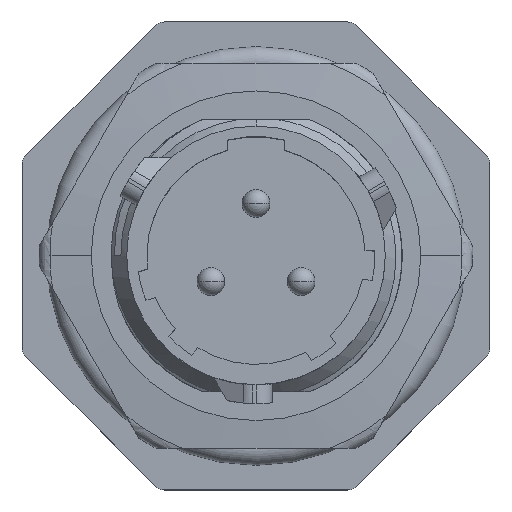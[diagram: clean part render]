
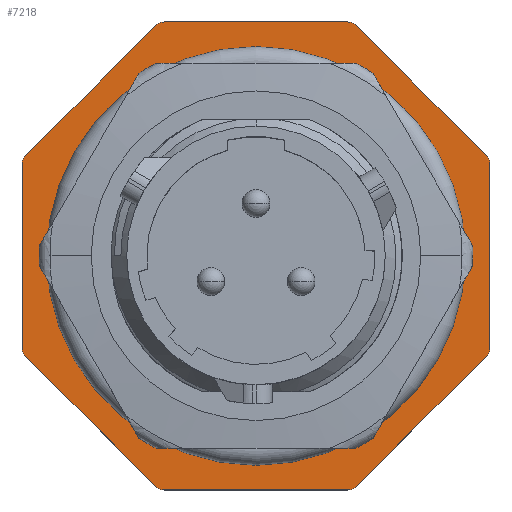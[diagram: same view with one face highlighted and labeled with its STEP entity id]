
A CAD part, top view. The second image highlights one B-rep face of the part: STEP entity #7218.
In plain terms, the highlighted planar face has unit normal (0, 0, 1).
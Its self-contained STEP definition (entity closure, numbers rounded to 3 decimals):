
#2539=DIRECTION('',(0.707,-0.707,0.));
#2540=VECTOR('',#2539,10.55);
#2541=CARTESIAN_POINT('',(5.805,13.265,1.7));
#2542=LINE('',#2541,#2540);
#2543=DIRECTION('',(0.,-1.,0.));
#2544=VECTOR('',#2543,10.55);
#2545=CARTESIAN_POINT('',(13.485,5.275,1.7));
#2546=LINE('',#2545,#2544);
#2547=DIRECTION('',(-0.707,-0.707,0.));
#2548=VECTOR('',#2547,10.55);
#2549=CARTESIAN_POINT('',(13.265,-5.805,1.7));
#2550=LINE('',#2549,#2548);
#2551=DIRECTION('',(-1.,0.,0.));
#2552=VECTOR('',#2551,10.55);
#2553=CARTESIAN_POINT('',(5.275,-13.485,1.7));
#2554=LINE('',#2553,#2552);
#2555=DIRECTION('',(-0.707,0.707,0.));
#2556=VECTOR('',#2555,10.55);
#2557=CARTESIAN_POINT('',(-5.805,-13.265,1.7));
#2558=LINE('',#2557,#2556);
#2559=DIRECTION('',(0.,1.,0.));
#2560=VECTOR('',#2559,10.55);
#2561=CARTESIAN_POINT('',(-13.485,-5.275,1.7));
#2562=LINE('',#2561,#2560);
#2563=DIRECTION('',(0.707,0.707,0.));
#2564=VECTOR('',#2563,10.55);
#2565=CARTESIAN_POINT('',(-13.265,5.805,1.7));
#2566=LINE('',#2565,#2564);
#2567=DIRECTION('',(1.,0.,0.));
#2568=VECTOR('',#2567,10.55);
#2569=CARTESIAN_POINT('',(-5.275,13.485,1.7));
#2570=LINE('',#2569,#2568);
#2571=CARTESIAN_POINT('',(0.,0.,1.7));
#2572=DIRECTION('',(0.,0.,1.));
#2573=DIRECTION('',(-1.,0.,0.));
#2574=AXIS2_PLACEMENT_3D('',#2571,#2572,#2573);
#2576=CARTESIAN_POINT('',(0.,0.,1.7));
#2577=DIRECTION('',(0.,0.,1.));
#2578=DIRECTION('',(1.,0.,0.));
#2579=AXIS2_PLACEMENT_3D('',#2576,#2577,#2578);
#2585=CARTESIAN_POINT('',(5.275,12.735,1.7));
#2586=DIRECTION('',(0.,0.,1.));
#2587=DIRECTION('',(0.707,0.707,0.));
#2588=AXIS2_PLACEMENT_3D('',#2585,#2586,#2587);
#2635=CARTESIAN_POINT('',(-5.275,12.735,1.7));
#2636=DIRECTION('',(0.,0.,1.));
#2637=DIRECTION('',(0.,1.,0.));
#2638=AXIS2_PLACEMENT_3D('',#2635,#2636,#2637);
#2653=CARTESIAN_POINT('',(-12.735,5.275,1.7));
#2654=DIRECTION('',(0.,0.,1.));
#2655=DIRECTION('',(-0.707,0.707,0.));
#2656=AXIS2_PLACEMENT_3D('',#2653,#2654,#2655);
#2671=CARTESIAN_POINT('',(-12.735,-5.275,1.7));
#2672=DIRECTION('',(0.,0.,1.));
#2673=DIRECTION('',(-1.,0.,0.));
#2674=AXIS2_PLACEMENT_3D('',#2671,#2672,#2673);
#2689=CARTESIAN_POINT('',(-5.275,-12.735,1.7));
#2690=DIRECTION('',(0.,0.,1.));
#2691=DIRECTION('',(-0.707,-0.707,0.));
#2692=AXIS2_PLACEMENT_3D('',#2689,#2690,#2691);
#2707=CARTESIAN_POINT('',(5.275,-12.735,1.7));
#2708=DIRECTION('',(0.,0.,1.));
#2709=DIRECTION('',(0.,-1.,0.));
#2710=AXIS2_PLACEMENT_3D('',#2707,#2708,#2709);
#2725=CARTESIAN_POINT('',(12.735,-5.275,1.7));
#2726=DIRECTION('',(0.,0.,1.));
#2727=DIRECTION('',(0.707,-0.707,0.));
#2728=AXIS2_PLACEMENT_3D('',#2725,#2726,#2727);
#2743=CARTESIAN_POINT('',(12.735,5.275,1.7));
#2744=DIRECTION('',(0.,0.,1.));
#2745=DIRECTION('',(1.,0.,0.));
#2746=AXIS2_PLACEMENT_3D('',#2743,#2744,#2745);
#4064=CARTESIAN_POINT('',(5.805,13.265,1.7));
#4066=VERTEX_POINT('',#4064);
#4067=CARTESIAN_POINT('',(5.275,13.485,1.7));
#4068=VERTEX_POINT('',#4067);
#4072=CARTESIAN_POINT('',(13.485,5.275,1.7));
#4074=VERTEX_POINT('',#4072);
#4075=CARTESIAN_POINT('',(13.265,5.805,1.7));
#4076=VERTEX_POINT('',#4075);
#4080=CARTESIAN_POINT('',(13.265,-5.805,1.7));
#4082=VERTEX_POINT('',#4080);
#4083=CARTESIAN_POINT('',(13.485,-5.275,1.7));
#4084=VERTEX_POINT('',#4083);
#4088=CARTESIAN_POINT('',(-5.275,13.485,1.7));
#4090=VERTEX_POINT('',#4088);
#4091=CARTESIAN_POINT('',(-5.805,13.265,1.7));
#4092=VERTEX_POINT('',#4091);
#4096=CARTESIAN_POINT('',(5.275,-13.485,1.7));
#4098=VERTEX_POINT('',#4096);
#4099=CARTESIAN_POINT('',(5.805,-13.265,1.7));
#4100=VERTEX_POINT('',#4099);
#4104=CARTESIAN_POINT('',(-5.805,-13.265,1.7));
#4106=VERTEX_POINT('',#4104);
#4107=CARTESIAN_POINT('',(-5.275,-13.485,1.7));
#4108=VERTEX_POINT('',#4107);
#4112=CARTESIAN_POINT('',(-13.485,-5.275,1.7));
#4114=VERTEX_POINT('',#4112);
#4115=CARTESIAN_POINT('',(-13.265,-5.805,1.7));
#4116=VERTEX_POINT('',#4115);
#4120=CARTESIAN_POINT('',(-13.265,5.805,1.7));
#4122=VERTEX_POINT('',#4120);
#4123=CARTESIAN_POINT('',(-13.485,5.275,1.7));
#4124=VERTEX_POINT('',#4123);
#4384=CARTESIAN_POINT('',(-11.59,0.,1.7));
#4385=CARTESIAN_POINT('',(11.59,0.,1.7));
#4386=VERTEX_POINT('',#4384);
#4387=VERTEX_POINT('',#4385);
#7175=CARTESIAN_POINT('',(0.,0.,1.7));
#7176=DIRECTION('',(0.,0.,-1.));
#7177=DIRECTION('',(0.,-1.,0.));
#7178=AXIS2_PLACEMENT_3D('',#7175,#7176,#7177);
#7179=PLANE('',#7178);
#7181=ORIENTED_EDGE('',*,*,#7180,.F.);
#7183=ORIENTED_EDGE('',*,*,#7182,.T.);
#7185=ORIENTED_EDGE('',*,*,#7184,.F.);
#7187=ORIENTED_EDGE('',*,*,#7186,.T.);
#7189=ORIENTED_EDGE('',*,*,#7188,.F.);
#7191=ORIENTED_EDGE('',*,*,#7190,.T.);
#7193=ORIENTED_EDGE('',*,*,#7192,.F.);
#7195=ORIENTED_EDGE('',*,*,#7194,.T.);
#7197=ORIENTED_EDGE('',*,*,#7196,.F.);
#7199=ORIENTED_EDGE('',*,*,#7198,.T.);
#7201=ORIENTED_EDGE('',*,*,#7200,.F.);
#7203=ORIENTED_EDGE('',*,*,#7202,.T.);
#7205=ORIENTED_EDGE('',*,*,#7204,.F.);
#7207=ORIENTED_EDGE('',*,*,#7206,.T.);
#7209=ORIENTED_EDGE('',*,*,#7208,.F.);
#7211=ORIENTED_EDGE('',*,*,#7210,.T.);
#7212=EDGE_LOOP('',(#7181,#7183,#7185,#7187,#7189,#7191,#7193,#7195,#7197,#7199,
#7201,#7203,#7205,#7207,#7209,#7211));
#7213=FACE_OUTER_BOUND('',#7212,.F.);
#7214=ORIENTED_EDGE('',*,*,#7142,.T.);
#7215=ORIENTED_EDGE('',*,*,#7157,.T.);
#7216=EDGE_LOOP('',(#7214,#7215));
#7217=FACE_BOUND('',#7216,.F.);
#7218=ADVANCED_FACE('',(#7213,#7217),#7179,.F.);
#2575=CIRCLE('',#2574,11.59);
#2580=CIRCLE('',#2579,11.59);
#2589=CIRCLE('',#2588,0.75);
#2639=CIRCLE('',#2638,0.75);
#2657=CIRCLE('',#2656,0.75);
#2675=CIRCLE('',#2674,0.75);
#2693=CIRCLE('',#2692,0.75);
#2711=CIRCLE('',#2710,0.75);
#2729=CIRCLE('',#2728,0.75);
#2747=CIRCLE('',#2746,0.75);
#7142=EDGE_CURVE('',#4386,#4387,#2575,.T.);
#7157=EDGE_CURVE('',#4387,#4386,#2580,.T.);
#7180=EDGE_CURVE('',#4066,#4068,#2589,.T.);
#7182=EDGE_CURVE('',#4066,#4076,#2542,.T.);
#7184=EDGE_CURVE('',#4074,#4076,#2747,.T.);
#7186=EDGE_CURVE('',#4074,#4084,#2546,.T.);
#7188=EDGE_CURVE('',#4082,#4084,#2729,.T.);
#7190=EDGE_CURVE('',#4082,#4100,#2550,.T.);
#7192=EDGE_CURVE('',#4098,#4100,#2711,.T.);
#7194=EDGE_CURVE('',#4098,#4108,#2554,.T.);
#7196=EDGE_CURVE('',#4106,#4108,#2693,.T.);
#7198=EDGE_CURVE('',#4106,#4116,#2558,.T.);
#7200=EDGE_CURVE('',#4114,#4116,#2675,.T.);
#7202=EDGE_CURVE('',#4114,#4124,#2562,.T.);
#7204=EDGE_CURVE('',#4122,#4124,#2657,.T.);
#7206=EDGE_CURVE('',#4122,#4092,#2566,.T.);
#7208=EDGE_CURVE('',#4090,#4092,#2639,.T.);
#7210=EDGE_CURVE('',#4090,#4068,#2570,.T.);
